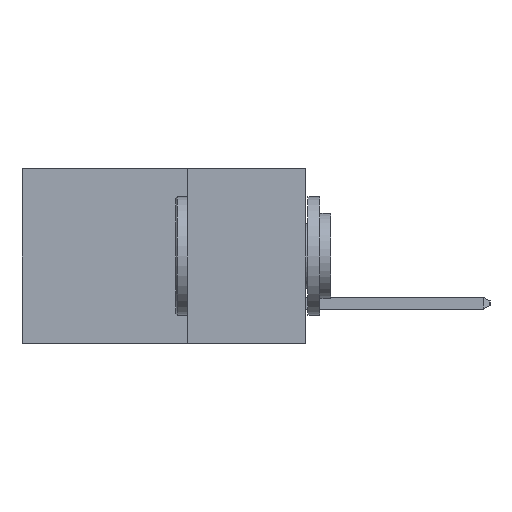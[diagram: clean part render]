
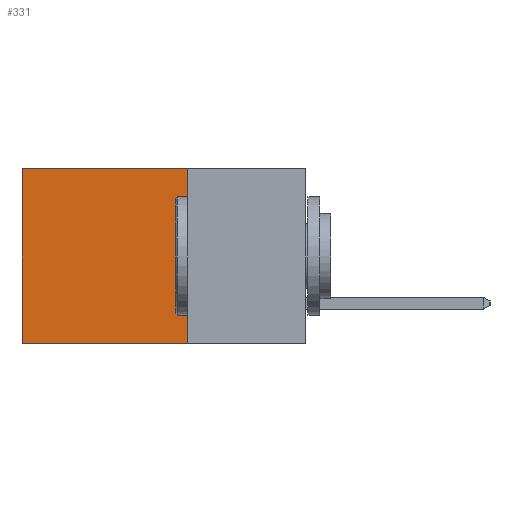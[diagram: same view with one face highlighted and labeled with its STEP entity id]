
A CAD part, left-side view. The second image highlights one B-rep face of the part: STEP entity #331.
In plain terms, the highlighted planar face has unit normal (-1, 0, 0).
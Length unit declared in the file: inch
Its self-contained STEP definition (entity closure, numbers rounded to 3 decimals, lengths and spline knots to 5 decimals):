
#17 = CARTESIAN_POINT ( 'NONE',  ( 0.2615, 0.6, -0.37 ) ) ;
#331 = ADVANCED_FACE ( 'NONE', ( #7182 ), #1124, .F. ) ;
#346 = LINE ( 'NONE', #7261, #8984 ) ;
#720 = EDGE_CURVE ( 'NONE', #7077, #9544, #346, .T. ) ;
#1063 = LINE ( 'NONE', #10229, #5399 ) ;
#1124 = PLANE ( 'NONE',  #2037 ) ;
#1586 = ORIENTED_EDGE ( 'NONE', *, *, #9922, .F. ) ;
#2037 = AXIS2_PLACEMENT_3D ( 'NONE', #8113, #4288, #5093 ) ;
#2415 = VECTOR ( 'NONE', #9025, 39.37008 ) ;
#3338 = CARTESIAN_POINT ( 'NONE',  ( 0.2615, 0.25, -0.37 ) ) ;
#3713 = LINE ( 'NONE', #4464, #5289 ) ;
#3962 = DIRECTION ( 'NONE',  ( 0., 1., 0. ) ) ;
#3976 = EDGE_LOOP ( 'NONE', ( #8370, #6756, #1586, #8011 ) ) ;
#4288 = DIRECTION ( 'NONE',  ( 1., 0., 0. ) ) ;
#4464 = CARTESIAN_POINT ( 'NONE',  ( 0.2615, 0.25, -0.37 ) ) ;
#5093 = DIRECTION ( 'NONE',  ( 0., 0., -1. ) ) ;
#5289 = VECTOR ( 'NONE', #8458, 39.37008 ) ;
#5332 = VERTEX_POINT ( 'NONE', #8500 ) ;
#5399 = VECTOR ( 'NONE', #3962, 39.37008 ) ;
#5833 = EDGE_CURVE ( 'NONE', #7022, #9544, #8543, .T. ) ;
#6756 = ORIENTED_EDGE ( 'NONE', *, *, #720, .F. ) ;
#7022 = VERTEX_POINT ( 'NONE', #9550 ) ;
#7077 = VERTEX_POINT ( 'NONE', #3338 ) ;
#7182 = FACE_OUTER_BOUND ( 'NONE', #3976, .T. ) ;
#7261 = CARTESIAN_POINT ( 'NONE',  ( 0.2615, 0.25, -0.37 ) ) ;
#7466 = DIRECTION ( 'NONE',  ( 0., 1., 0. ) ) ;
#8011 = ORIENTED_EDGE ( 'NONE', *, *, #10170, .T. ) ;
#8113 = CARTESIAN_POINT ( 'NONE',  ( 0.2615, 0.25, -0.37 ) ) ;
#8370 = ORIENTED_EDGE ( 'NONE', *, *, #5833, .T. ) ;
#8458 = DIRECTION ( 'NONE',  ( 0., 0., -1. ) ) ;
#8500 = CARTESIAN_POINT ( 'NONE',  ( 0.2615, 0.25, 0. ) ) ;
#8543 = LINE ( 'NONE', #17, #2415 ) ;
#8984 = VECTOR ( 'NONE', #7466, 39.37008 ) ;
#9025 = DIRECTION ( 'NONE',  ( 0., 0., -1. ) ) ;
#9544 = VERTEX_POINT ( 'NONE', #10363 ) ;
#9550 = CARTESIAN_POINT ( 'NONE',  ( 0.2615, 0.6, 0. ) ) ;
#9922 = EDGE_CURVE ( 'NONE', #5332, #7077, #3713, .T. ) ;
#10170 = EDGE_CURVE ( 'NONE', #5332, #7022, #1063, .T. ) ;
#10229 = CARTESIAN_POINT ( 'NONE',  ( 0.2615, 0.25, 0. ) ) ;
#10363 = CARTESIAN_POINT ( 'NONE',  ( 0.2615, 0.6, -0.37 ) ) ;
